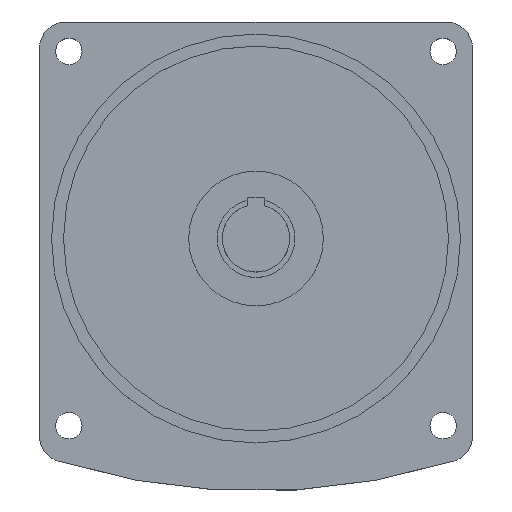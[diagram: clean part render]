
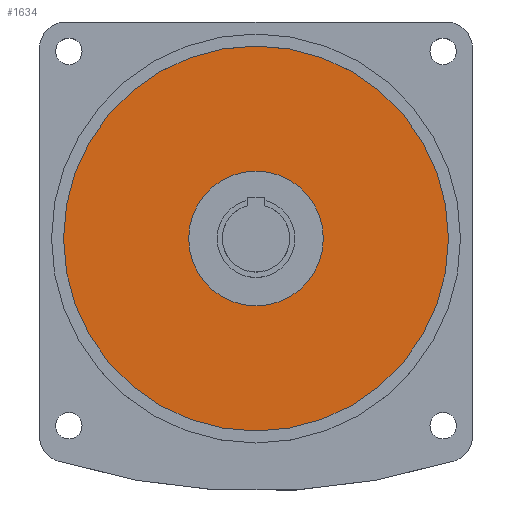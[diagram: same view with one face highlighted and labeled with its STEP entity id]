
A CAD part, top view. The second image highlights one B-rep face of the part: STEP entity #1634.
In plain terms, the highlighted planar face has unit normal (0, 0, 1).
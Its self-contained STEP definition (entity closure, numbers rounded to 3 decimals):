
#94 = CIRCLE ( 'NONE', #1170, 28. ) ;
#130 = DIRECTION ( 'NONE',  ( 1., 0., 0. ) ) ;
#336 = DIRECTION ( 'NONE',  ( 0., 0., 1. ) ) ;
#552 = CARTESIAN_POINT ( 'NONE',  ( 0., 0., 0. ) ) ;
#840 = EDGE_CURVE ( 'NONE', #3393, #4069, #2850, .T. ) ;
#942 = ORIENTED_EDGE ( 'NONE', *, *, #3775, .F. ) ;
#1170 = AXIS2_PLACEMENT_3D ( 'NONE', #552, #3696, #1605 ) ;
#1222 = DIRECTION ( 'NONE',  ( 1., 0., 0. ) ) ;
#1466 = CARTESIAN_POINT ( 'NONE',  ( 80., 0., 0. ) ) ;
#1482 = VERTEX_POINT ( 'NONE', #1734 ) ;
#1562 = CIRCLE ( 'NONE', #2250, 28. ) ;
#1605 = DIRECTION ( 'NONE',  ( 1., 0., 0. ) ) ;
#1634 = ADVANCED_FACE ( 'NONE', ( #2666, #2447 ), #2598, .T. ) ;
#1642 = CARTESIAN_POINT ( 'NONE',  ( 28., 0., 0. ) ) ;
#1729 = CIRCLE ( 'NONE', #2401, 80. ) ;
#1734 = CARTESIAN_POINT ( 'NONE',  ( -28., 0., 0. ) ) ;
#1863 = VERTEX_POINT ( 'NONE', #1642 ) ;
#2216 = CARTESIAN_POINT ( 'NONE',  ( 0., 172.5, 0. ) ) ;
#2250 = AXIS2_PLACEMENT_3D ( 'NONE', #3801, #336, #2804 ) ;
#2260 = DIRECTION ( 'NONE',  ( 1., 0., 0. ) ) ;
#2375 = ORIENTED_EDGE ( 'NONE', *, *, #4292, .F. ) ;
#2401 = AXIS2_PLACEMENT_3D ( 'NONE', #4392, #3938, #130 ) ;
#2447 = FACE_BOUND ( 'NONE', #2971, .T. ) ;
#2598 = PLANE ( 'NONE',  #3234 ) ;
#2666 = FACE_OUTER_BOUND ( 'NONE', #4036, .T. ) ;
#2804 = DIRECTION ( 'NONE',  ( 1., 0., 0. ) ) ;
#2850 = CIRCLE ( 'NONE', #2943, 80. ) ;
#2935 = ORIENTED_EDGE ( 'NONE', *, *, #840, .F. ) ;
#2943 = AXIS2_PLACEMENT_3D ( 'NONE', #3636, #3967, #1222 ) ;
#2971 = EDGE_LOOP ( 'NONE', ( #4278, #2375 ) ) ;
#2989 = DIRECTION ( 'NONE',  ( 0., 0., 1. ) ) ;
#3189 = EDGE_CURVE ( 'NONE', #1482, #1863, #1562, .T. ) ;
#3234 = AXIS2_PLACEMENT_3D ( 'NONE', #2216, #2989, #2260 ) ;
#3393 = VERTEX_POINT ( 'NONE', #1466 ) ;
#3636 = CARTESIAN_POINT ( 'NONE',  ( 0., 0., 0. ) ) ;
#3696 = DIRECTION ( 'NONE',  ( 0., 0., 1. ) ) ;
#3775 = EDGE_CURVE ( 'NONE', #4069, #3393, #1729, .T. ) ;
#3801 = CARTESIAN_POINT ( 'NONE',  ( 0., 0., 0. ) ) ;
#3938 = DIRECTION ( 'NONE',  ( 0., 0., -1. ) ) ;
#3967 = DIRECTION ( 'NONE',  ( 0., 0., -1. ) ) ;
#4036 = EDGE_LOOP ( 'NONE', ( #942, #2935 ) ) ;
#4069 = VERTEX_POINT ( 'NONE', #4187 ) ;
#4187 = CARTESIAN_POINT ( 'NONE',  ( -80., 0., 0. ) ) ;
#4278 = ORIENTED_EDGE ( 'NONE', *, *, #3189, .F. ) ;
#4292 = EDGE_CURVE ( 'NONE', #1863, #1482, #94, .T. ) ;
#4392 = CARTESIAN_POINT ( 'NONE',  ( 0., 0., 0. ) ) ;
